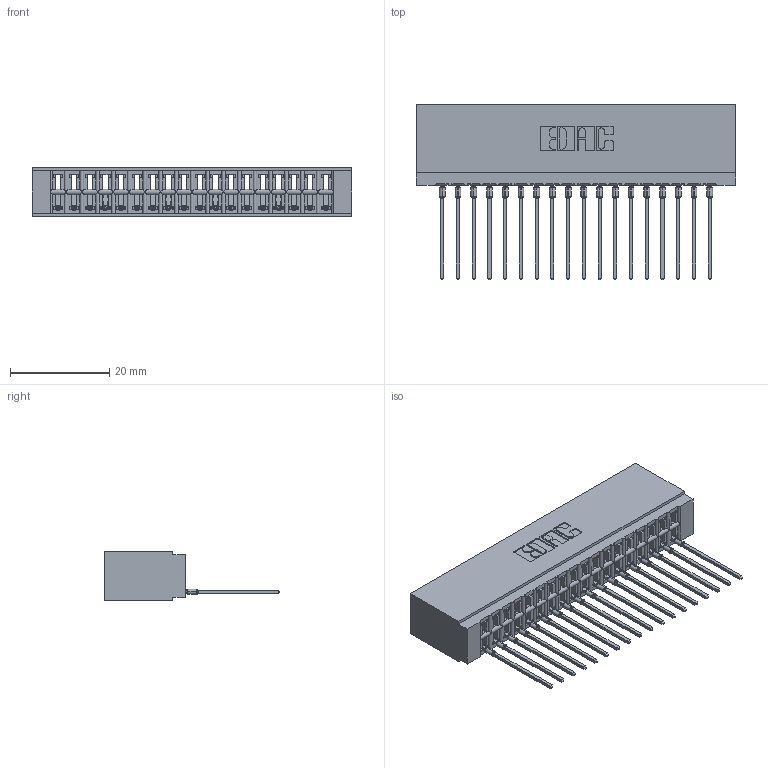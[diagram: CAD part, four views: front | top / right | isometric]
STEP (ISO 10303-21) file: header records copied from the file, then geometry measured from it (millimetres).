
FILE_DESCRIPTION (( 'STEP AP203' ), '1' );
FILE_NAME ('746-018-541-101.STEP', '2026-02-27T21:00:53', ( '' ), ( '' ), 'SwSTEP 2.0', 'SolidWorks 2023', '' );
FILE_SCHEMA (( 'CONFIG_CONTROL_DESIGN' ));
Length unit declared in the file: millimetre
Products named in the file (3): 746-292-001_541; 746-018-541-101; 746 Part_.515 Slot Depth - 01
Assembly tree (19 placements, depth 2):
  746-018-541-101
    746 Part_.515 Slot Depth - 01
    746-292-001_541  x18
Bounding box: 64.39 x 35.42 x 9.91 mm (x, y, z)
Volume: 6976.1 mm3; surface area: 10373.4 mm2
Topology: 19 solids, 19 shells, 2041 faces, 5789 edges, 3721 vertices
Faces by surface type: plane 1189, cylinder 384, bspline 360, torus 108
Entity records: 30585 total; most frequent: CARTESIAN_POINT 6387, ORIENTED_EDGE 5288, DIRECTION 4420, EDGE_CURVE 2644, VECTOR 2280, LINE 2280, VERTEX_POINT 1749, AXIS2_PLACEMENT_3D 1070
